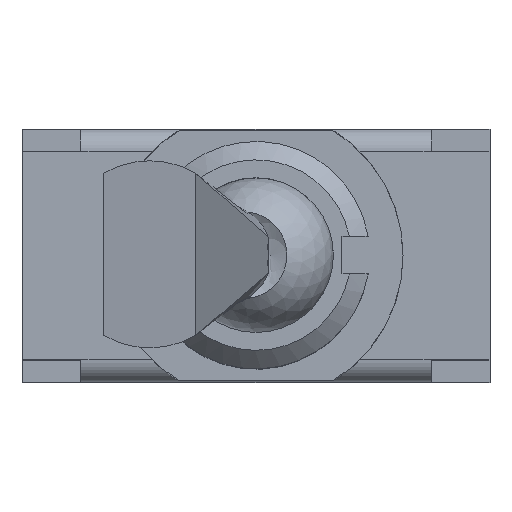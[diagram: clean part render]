
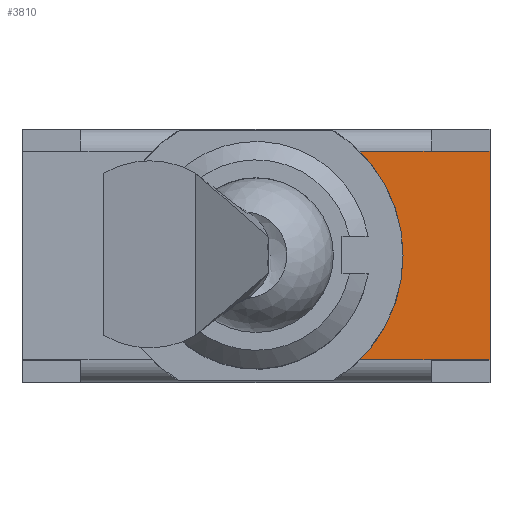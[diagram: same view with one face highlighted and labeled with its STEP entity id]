
A CAD part, top view. The second image highlights one B-rep face of the part: STEP entity #3810.
In plain terms, the highlighted planar face has unit normal (0, 0, 1).
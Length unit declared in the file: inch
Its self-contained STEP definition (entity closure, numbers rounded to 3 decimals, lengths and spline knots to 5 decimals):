
#224=FACE_OUTER_BOUND('',#462,.T.);
#462=EDGE_LOOP('',(#2918,#2919,#2920,#2921,#2922,#2923));
#777=LINE('',#5981,#1205);
#778=LINE('',#5983,#1206);
#779=LINE('',#5985,#1207);
#780=LINE('',#5987,#1208);
#781=LINE('',#5988,#1209);
#1205=VECTOR('',#4855,0.3937);
#1206=VECTOR('',#4856,0.3937);
#1207=VECTOR('',#4857,0.3937);
#1208=VECTOR('',#4858,0.3937);
#1209=VECTOR('',#4859,0.3937);
#1507=CIRCLE('',#4129,0.15709);
#1693=VERTEX_POINT('',#5896);
#1697=VERTEX_POINT('',#5905);
#1718=VERTEX_POINT('',#5980);
#1719=VERTEX_POINT('',#5982);
#1720=VERTEX_POINT('',#5984);
#1721=VERTEX_POINT('',#5986);
#2124=EDGE_CURVE('',#1693,#1697,#1507,.T.);
#2144=EDGE_CURVE('',#1697,#1718,#777,.T.);
#2145=EDGE_CURVE('',#1718,#1719,#778,.T.);
#2146=EDGE_CURVE('',#1719,#1720,#779,.T.);
#2147=EDGE_CURVE('',#1721,#1720,#780,.T.);
#2148=EDGE_CURVE('',#1693,#1721,#781,.T.);
#2918=ORIENTED_EDGE('',*,*,#2124,.T.);
#2919=ORIENTED_EDGE('',*,*,#2144,.T.);
#2920=ORIENTED_EDGE('',*,*,#2145,.T.);
#2921=ORIENTED_EDGE('',*,*,#2146,.T.);
#2922=ORIENTED_EDGE('',*,*,#2147,.F.);
#2923=ORIENTED_EDGE('',*,*,#2148,.F.);
#3598=PLANE('',#4146);
#3810=ADVANCED_FACE('',(#224),#3598,.T.);
#4129=AXIS2_PLACEMENT_3D('',#5934,#4808,#4809);
#4146=AXIS2_PLACEMENT_3D('',#5979,#4853,#4854);
#4808=DIRECTION('center_axis',(0.,0.,
-1.));
#4809=DIRECTION('ref_axis',(-1.,0.,0.));
#4853=DIRECTION('center_axis',(0.,0.,
1.));
#4854=DIRECTION('ref_axis',(0.,-1.,0.));
#4855=DIRECTION('',(1.,0.,0.));
#4856=DIRECTION('',(1.,0.,0.));
#4857=DIRECTION('',(0.,1.,0.));
#4858=DIRECTION('',(1.,0.,0.));
#4859=DIRECTION('',(1.,0.,0.));
#5896=CARTESIAN_POINT('',(0.11074,0.11142,0.35));
#5905=CARTESIAN_POINT('',(0.11074,-0.11142,0.35));
#5934=CARTESIAN_POINT('Origin',(0.,0.,
0.35));
#5979=CARTESIAN_POINT('Origin',(0.,0.11142,
0.35));
#5980=CARTESIAN_POINT('',(0.18701,-0.11142,0.35));
#5981=CARTESIAN_POINT('',(0.,-0.11142,0.35));
#5982=CARTESIAN_POINT('',(0.25,-0.11142,0.35));
#5983=CARTESIAN_POINT('',(0.18701,-0.11142,0.35));
#5984=CARTESIAN_POINT('',(0.25,0.11142,0.35));
#5985=CARTESIAN_POINT('',(0.25,0.11142,0.35));
#5986=CARTESIAN_POINT('',(0.18701,0.11142,0.35));
#5987=CARTESIAN_POINT('',(0.18701,0.11142,0.35));
#5988=CARTESIAN_POINT('',(0.,0.11142,0.35));
